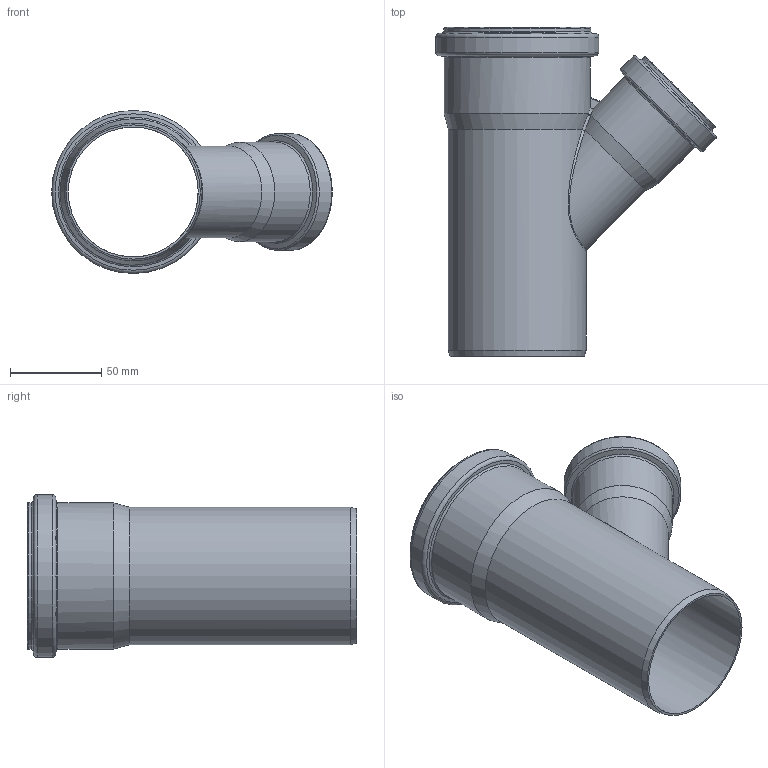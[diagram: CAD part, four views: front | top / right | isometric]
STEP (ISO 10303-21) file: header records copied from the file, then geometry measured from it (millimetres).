
FILE_DESCRIPTION(/* description */ (''),/* implementation_level */ '2;1');
FILE_NAME(/* name */ '173210 HTsafeEA DN_OD 75_50_45°.stp',/* time_stamp */ '2017-03-13T09:23:57+01:00',/* author */ ('user1'),/* organization */ (''),/* preprocessor_version */ 'ST-DEVELOPER v16.1',/* originating_system */ 'Autodesk Inventor 2016',/* authorisation */ '');
FILE_SCHEMA (('AUTOMOTIVE_DESIGN { 1 0 10303 214 3 1 1 }'));
Length unit declared in the file: millimetre
Products named in the file (1): 173210 HTsafeEA DN_OD 75_50_45°
Bounding box: 153.48 x 180 x 89.2 mm (x, y, z)
Volume: 112998.7 mm3; surface area: 112475.2 mm2
Topology: 1 solids, 1 shells, 68 faces, 157 edges, 93 vertices
Faces by surface type: cylinder 20, torus 20, cone 13, plane 8, bspline 7
Full cylindrical faces by diameter (mm): 46.2 x1, 50.8 x1, 51.1 x2, 54.4 x1, 54.7 x1, 60.3 x1, 63.9 x1, 71.1 x1, 75.3 x1, 76 x1, 76.3 x2, 80 x1, 80.3 x1, 85.2 x1, 89.2 x1
Entity records: 2349 total; most frequent: CARTESIAN_POINT 1064, DIRECTION 246, ORIENTED_EDGE 208, EDGE_LOOP 122, AXIS2_PLACEMENT_3D 119, EDGE_CURVE 104, VERTEX_POINT 88, FACE_OUTER_BOUND 68
